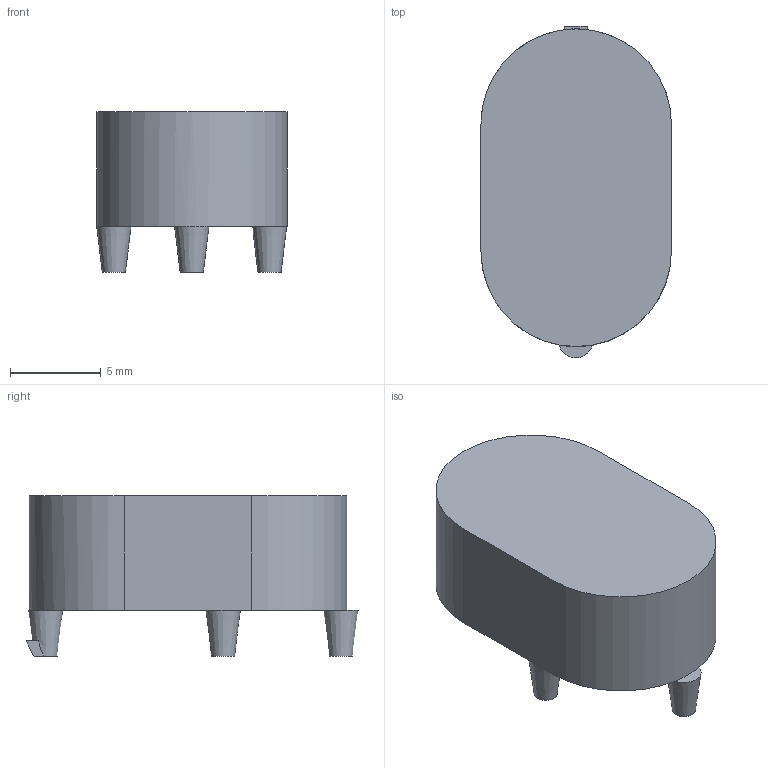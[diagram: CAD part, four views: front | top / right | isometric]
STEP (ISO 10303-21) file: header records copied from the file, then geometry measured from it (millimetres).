
FILE_DESCRIPTION(('FreeCAD Model'),'2;1');
FILE_NAME('Open CASCADE Shape Model','2023-07-03T15:52:35',(''),(''), 'Open CASCADE STEP processor 7.6','FreeCAD','Unknown');
FILE_SCHEMA(('AUTOMOTIVE_DESIGN { 1 0 10303 214 1 1 1 1 }'));
Length unit declared in the file: millimetre
Products named in the file (1): Body
Bounding box: 10.53 x 18.33 x 8.89 mm (x, y, z)
Volume: 586.9 mm3; surface area: 936.9 mm2
Topology: 1 solids, 1 shells, 62 faces, 163 edges, 103 vertices
Faces by surface type: plane 51, cylinder 7, cone 4
Entity records: 4057 total; most frequent: CARTESIAN_POINT 724, DIRECTION 640, LINE 372, VECTOR 372, ORIENTED_EDGE 326, PCURVE 326, DEFINITIONAL_REPRESENTATION 326, EDGE_CURVE 163
